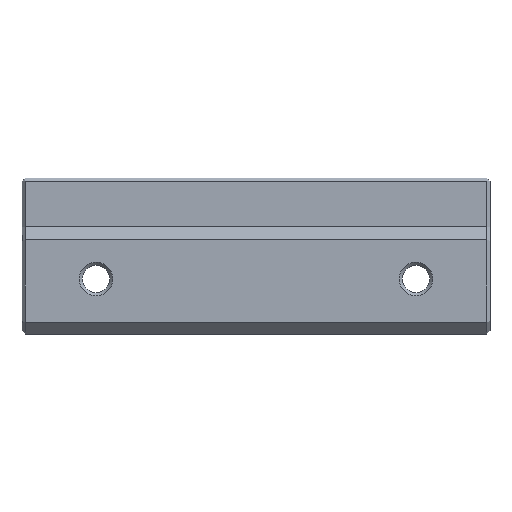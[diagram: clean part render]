
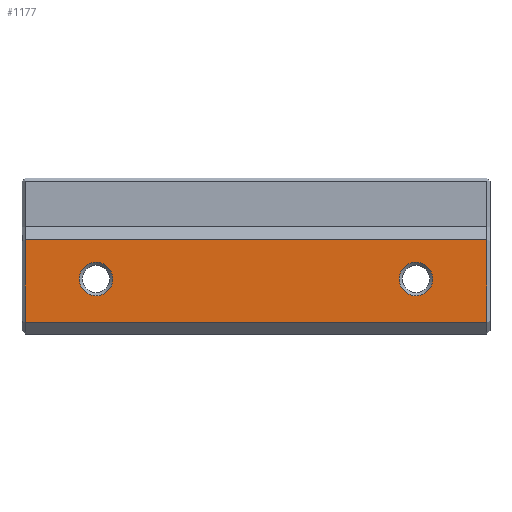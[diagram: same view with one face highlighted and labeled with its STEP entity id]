
A CAD part, left-side view. The second image highlights one B-rep face of the part: STEP entity #1177.
In plain terms, the highlighted planar face has unit normal (-1, 0, 0).
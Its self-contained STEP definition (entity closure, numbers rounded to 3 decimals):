
#15=FACE_BOUND('',#166,.T.);
#16=FACE_BOUND('',#167,.T.);
#22=PLANE('',#1277);
#94=FACE_OUTER_BOUND('',#165,.T.);
#165=EDGE_LOOP('',(#854,#855,#856,#857));
#166=EDGE_LOOP('',(#858));
#167=EDGE_LOOP('',(#859));
#243=LINE('',#1702,#399);
#244=LINE('',#1704,#400);
#245=LINE('',#1706,#401);
#246=LINE('',#1707,#402);
#399=VECTOR('',#1383,10.);
#400=VECTOR('',#1384,10.);
#401=VECTOR('',#1385,10.);
#402=VECTOR('',#1386,10.);
#558=CIRCLE('',#1276,2.15);
#559=CIRCLE('',#1278,2.15);
#570=VERTEX_POINT('',#1696);
#571=VERTEX_POINT('',#1700);
#572=VERTEX_POINT('',#1701);
#573=VERTEX_POINT('',#1703);
#574=VERTEX_POINT('',#1705);
#575=VERTEX_POINT('',#1708);
#676=EDGE_CURVE('',#570,#570,#558,.T.);
#678=EDGE_CURVE('',#571,#572,#243,.T.);
#679=EDGE_CURVE('',#573,#571,#244,.T.);
#680=EDGE_CURVE('',#573,#574,#245,.T.);
#681=EDGE_CURVE('',#572,#574,#246,.T.);
#682=EDGE_CURVE('',#575,#575,#559,.T.);
#854=ORIENTED_EDGE('',*,*,#678,.F.);
#855=ORIENTED_EDGE('',*,*,#679,.F.);
#856=ORIENTED_EDGE('',*,*,#680,.T.);
#857=ORIENTED_EDGE('',*,*,#681,.F.);
#858=ORIENTED_EDGE('',*,*,#682,.F.);
#859=ORIENTED_EDGE('',*,*,#676,.F.);
#1177=ADVANCED_FACE('',(#94,#15,#16),#22,.T.);
#1276=AXIS2_PLACEMENT_3D('',#1697,#1378,#1379);
#1277=AXIS2_PLACEMENT_3D('',#1699,#1381,#1382);
#1278=AXIS2_PLACEMENT_3D('',#1709,#1387,#1388);
#1378=DIRECTION('center_axis',(-1.,0.,0.));
#1379=DIRECTION('ref_axis',(0.,0.,-1.));
#1381=DIRECTION('center_axis',(-1.,0.,0.));
#1382=DIRECTION('ref_axis',(0.,0.,1.));
#1383=DIRECTION('',(0.,1.,0.));
#1384=DIRECTION('',(0.,0.,-1.));
#1385=DIRECTION('',(0.,1.,0.));
#1386=DIRECTION('',(0.,0.,1.));
#1387=DIRECTION('center_axis',(-1.,0.,0.));
#1388=DIRECTION('ref_axis',(0.,0.,-1.));
#1696=CARTESIAN_POINT('',(-0.3,50.5,9.2));
#1697=CARTESIAN_POINT('Origin',(-0.3,50.5,7.05));
#1699=CARTESIAN_POINT('Origin',(-0.3,0.,0.));
#1700=CARTESIAN_POINT('',(-0.3,0.4,1.5));
#1701=CARTESIAN_POINT('',(-0.3,59.6,1.5));
#1702=CARTESIAN_POINT('',(-0.3,0.,1.5));
#1703=CARTESIAN_POINT('',(-0.3,0.4,12.1));
#1704=CARTESIAN_POINT('',(-0.3,0.4,3.669));
#1705=CARTESIAN_POINT('',(-0.3,59.6,12.1));
#1706=CARTESIAN_POINT('',(-0.3,0.,12.1));
#1707=CARTESIAN_POINT('',(-0.3,59.6,3.669));
#1708=CARTESIAN_POINT('',(-0.3,9.5,9.2));
#1709=CARTESIAN_POINT('Origin',(-0.3,9.5,7.05));
